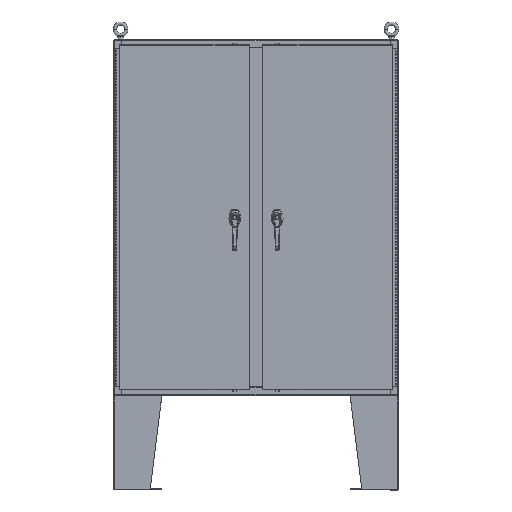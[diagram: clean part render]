
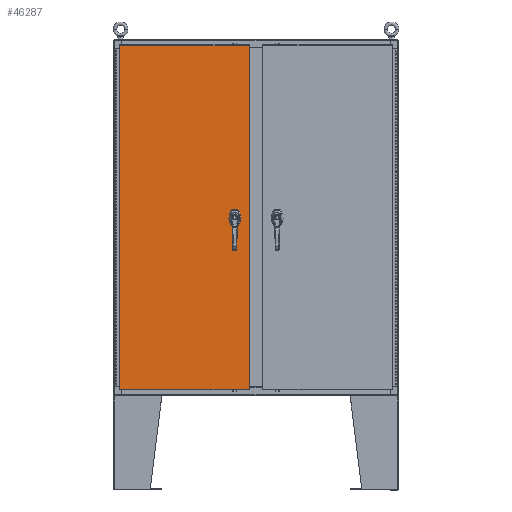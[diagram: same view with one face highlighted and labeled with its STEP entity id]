
A CAD part, top view. The second image highlights one B-rep face of the part: STEP entity #46287.
In plain terms, the highlighted planar face has unit normal (0, 0, 1).
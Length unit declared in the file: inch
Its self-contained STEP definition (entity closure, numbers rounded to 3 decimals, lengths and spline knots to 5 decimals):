
#874 = CARTESIAN_POINT ( 'NONE',  ( 10.9178, -29.0182, 0. ) ) ;
#1228 = EDGE_LOOP ( 'NONE', ( #62978, #53401 ) ) ;
#1332 = DIRECTION ( 'NONE',  ( 1., 0., 0. ) ) ;
#1860 = ORIENTED_EDGE ( 'NONE', *, *, #11479, .F. ) ;
#4636 = ORIENTED_EDGE ( 'NONE', *, *, #33241, .T. ) ;
#6134 = CIRCLE ( 'NONE', #56635, 0.1715 ) ;
#7269 = DIRECTION ( 'NONE',  ( 1., 0., 0. ) ) ;
#7675 = CARTESIAN_POINT ( 'NONE',  ( 10.9178, 29.0182, 0. ) ) ;
#7746 = AXIS2_PLACEMENT_3D ( 'NONE', #120081, #51434, #131690 ) ;
#11063 = VECTOR ( 'NONE', #138413, 39.37008 ) ;
#11479 = EDGE_CURVE ( 'NONE', #129797, #144102, #135628, .T. ) ;
#13429 = AXIS2_PLACEMENT_3D ( 'NONE', #62173, #142379, #73698 ) ;
#13675 = EDGE_CURVE ( 'NONE', #144102, #35627, #90203, .T. ) ;
#14018 = LINE ( 'NONE', #122652, #75118 ) ;
#15114 = CIRCLE ( 'NONE', #13429, 0.45 ) ;
#16277 = CARTESIAN_POINT ( 'NONE',  ( 8.1025, 0., 0. ) ) ;
#16719 = CARTESIAN_POINT ( 'NONE',  ( 8.5055, 0., 0. ) ) ;
#17737 = CARTESIAN_POINT ( 'NONE',  ( 8.5055, 0., 0. ) ) ;
#18625 = LINE ( 'NONE', #16277, #137131 ) ;
#21258 = CARTESIAN_POINT ( 'NONE',  ( 8.677, -1.338, 0. ) ) ;
#21575 = EDGE_LOOP ( 'NONE', ( #4636, #99443, #1860, #106932, #131581, #46280, #27007, #27959 ) ) ;
#22046 = LINE ( 'NONE', #85186, #144141 ) ;
#26137 = AXIS2_PLACEMENT_3D ( 'NONE', #138904, #70190, #1332 ) ;
#27007 = ORIENTED_EDGE ( 'NONE', *, *, #137777, .F. ) ;
#27776 = DIRECTION ( 'NONE',  ( 0., -1., 0. ) ) ;
#27959 = ORIENTED_EDGE ( 'NONE', *, *, #95118, .F. ) ;
#28203 = DIRECTION ( 'NONE',  ( 1., 0., 0. ) ) ;
#28459 = ORIENTED_EDGE ( 'NONE', *, *, #56943, .T. ) ;
#29250 = DIRECTION ( 'NONE',  ( 1., 0., 0. ) ) ;
#33241 = EDGE_CURVE ( 'NONE', #108465, #35627, #22046, .T. ) ;
#34377 = LINE ( 'NONE', #41423, #65000 ) ;
#35627 = VERTEX_POINT ( 'NONE', #96761 ) ;
#35832 = DIRECTION ( 'NONE',  ( 0., 0., 1. ) ) ;
#36495 = DIRECTION ( 'NONE',  ( 0., 0., 1. ) ) ;
#38971 = VERTEX_POINT ( 'NONE', #73262 ) ;
#39510 = ORIENTED_EDGE ( 'NONE', *, *, #93377, .T. ) ;
#39910 = VERTEX_POINT ( 'NONE', #54897 ) ;
#41009 = CARTESIAN_POINT ( 'NONE',  ( 0., -0.403, 0. ) ) ;
#41423 = CARTESIAN_POINT ( 'NONE',  ( -10.9178, -29.0182, 0. ) ) ;
#41680 = CARTESIAN_POINT ( 'NONE',  ( 8.30527, -0.403, 0. ) ) ;
#42429 = DIRECTION ( 'NONE',  ( -1., 0., 0. ) ) ;
#44071 = VECTOR ( 'NONE', #109712, 39.37008 ) ;
#45430 = DIRECTION ( 'NONE',  ( 0., -1., 0. ) ) ;
#45871 = CARTESIAN_POINT ( 'NONE',  ( 8.70573, 0.403, 0. ) ) ;
#46280 = ORIENTED_EDGE ( 'NONE', *, *, #77612, .F. ) ;
#46287 = ADVANCED_FACE ( 'NONE', ( #148494, #114291, #80267 ), #97026, .F. ) ;
#51434 = DIRECTION ( 'NONE',  ( 0., 0., -1. ) ) ;
#51519 = VECTOR ( 'NONE', #118977, 39.37008 ) ;
#52352 = VERTEX_POINT ( 'NONE', #144723 ) ;
#53166 = VERTEX_POINT ( 'NONE', #99380 ) ;
#53401 = ORIENTED_EDGE ( 'NONE', *, *, #145328, .F. ) ;
#54611 = VERTEX_POINT ( 'NONE', #21258 ) ;
#54751 = VERTEX_POINT ( 'NONE', #45871 ) ;
#54897 = CARTESIAN_POINT ( 'NONE',  ( 8.334, -1.338, 0. ) ) ;
#56635 = AXIS2_PLACEMENT_3D ( 'NONE', #104544, #35832, #116103 ) ;
#56792 = CIRCLE ( 'NONE', #84842, 0.45 ) ;
#56943 = EDGE_CURVE ( 'NONE', #52352, #72718, #34377, .T. ) ;
#62173 = CARTESIAN_POINT ( 'NONE',  ( 8.5055, 0., 0. ) ) ;
#62978 = ORIENTED_EDGE ( 'NONE', *, *, #107268, .F. ) ;
#65000 = VECTOR ( 'NONE', #7269, 39.37008 ) ;
#70190 = DIRECTION ( 'NONE',  ( 0., 0., 1. ) ) ;
#70219 = EDGE_CURVE ( 'NONE', #72718, #86409, #102596, .T. ) ;
#70451 = VERTEX_POINT ( 'NONE', #131297 ) ;
#72718 = VERTEX_POINT ( 'NONE', #73137 ) ;
#73137 = CARTESIAN_POINT ( 'NONE',  ( 10.9178, -29.0182, 0. ) ) ;
#73262 = CARTESIAN_POINT ( 'NONE',  ( -10.9178, 29.0182, 0. ) ) ;
#73698 = DIRECTION ( 'NONE',  ( 1., 0., 0. ) ) ;
#73832 = CARTESIAN_POINT ( 'NONE',  ( 8.9085, 0.20023, 0. ) ) ;
#73849 = VECTOR ( 'NONE', #45430, 39.37008 ) ;
#75118 = VECTOR ( 'NONE', #42429, 39.37008 ) ;
#77612 = EDGE_CURVE ( 'NONE', #70451, #134702, #15114, .T. ) ;
#80267 = FACE_BOUND ( 'NONE', #21575, .T. ) ;
#81026 = LINE ( 'NONE', #91063, #73849 ) ;
#84842 = AXIS2_PLACEMENT_3D ( 'NONE', #17737, #97998, #29250 ) ;
#85186 = CARTESIAN_POINT ( 'NONE',  ( 8.9085, 0., 0. ) ) ;
#86409 = VERTEX_POINT ( 'NONE', #7675 ) ;
#86881 = CARTESIAN_POINT ( 'NONE',  ( 8.1025, 0.20023, 0. ) ) ;
#90203 = CIRCLE ( 'NONE', #131172, 0.45 ) ;
#91063 = CARTESIAN_POINT ( 'NONE',  ( -10.9178, 29.0182, 0. ) ) ;
#91284 = EDGE_CURVE ( 'NONE', #38971, #52352, #81026, .T. ) ;
#93377 = EDGE_CURVE ( 'NONE', #86409, #38971, #14018, .T. ) ;
#95118 = EDGE_CURVE ( 'NONE', #108465, #54751, #56792, .T. ) ;
#96761 = CARTESIAN_POINT ( 'NONE',  ( 8.9085, -0.20023, 0. ) ) ;
#96942 = DIRECTION ( 'NONE',  ( 0., 0., 1. ) ) ;
#97026 = PLANE ( 'NONE',  #7746 ) ;
#97998 = DIRECTION ( 'NONE',  ( 0., 0., 1. ) ) ;
#99380 = CARTESIAN_POINT ( 'NONE',  ( 8.1025, -0.20023, 0. ) ) ;
#99443 = ORIENTED_EDGE ( 'NONE', *, *, #13675, .F. ) ;
#102596 = LINE ( 'NONE', #874, #11063 ) ;
#103735 = CIRCLE ( 'NONE', #26137, 0.1715 ) ;
#104544 = CARTESIAN_POINT ( 'NONE',  ( 8.5055, -1.338, 0. ) ) ;
#105183 = CARTESIAN_POINT ( 'NONE',  ( 8.5055, 0., 0. ) ) ;
#106932 = ORIENTED_EDGE ( 'NONE', *, *, #148655, .F. ) ;
#107268 = EDGE_CURVE ( 'NONE', #54611, #39910, #103735, .T. ) ;
#107453 = CARTESIAN_POINT ( 'NONE',  ( 0., 0.403, 0. ) ) ;
#108465 = VERTEX_POINT ( 'NONE', #73832 ) ;
#109712 = DIRECTION ( 'NONE',  ( 1., 0., 0. ) ) ;
#114291 = FACE_OUTER_BOUND ( 'NONE', #127803, .T. ) ;
#116103 = DIRECTION ( 'NONE',  ( 1., 0., 0. ) ) ;
#116721 = DIRECTION ( 'NONE',  ( 1., 0., 0. ) ) ;
#118346 = AXIS2_PLACEMENT_3D ( 'NONE', #105183, #36495, #116721 ) ;
#118977 = DIRECTION ( 'NONE',  ( -1., 0., 0. ) ) ;
#120081 = CARTESIAN_POINT ( 'NONE',  ( 0., 0., 0. ) ) ;
#120093 = CARTESIAN_POINT ( 'NONE',  ( 8.70573, -0.403, 0. ) ) ;
#122652 = CARTESIAN_POINT ( 'NONE',  ( 10.9178, 29.0182, 0. ) ) ;
#127803 = EDGE_LOOP ( 'NONE', ( #28459, #142342, #39510, #131863 ) ) ;
#129797 = VERTEX_POINT ( 'NONE', #41680 ) ;
#130282 = DIRECTION ( 'NONE',  ( 0., -1., 0. ) ) ;
#131172 = AXIS2_PLACEMENT_3D ( 'NONE', #16719, #96942, #28203 ) ;
#131297 = CARTESIAN_POINT ( 'NONE',  ( 8.30527, 0.403, 0. ) ) ;
#131581 = ORIENTED_EDGE ( 'NONE', *, *, #133601, .F. ) ;
#131690 = DIRECTION ( 'NONE',  ( -1., 0., 0. ) ) ;
#131863 = ORIENTED_EDGE ( 'NONE', *, *, #91284, .T. ) ;
#133601 = EDGE_CURVE ( 'NONE', #134702, #53166, #18625, .T. ) ;
#134702 = VERTEX_POINT ( 'NONE', #86881 ) ;
#135628 = LINE ( 'NONE', #41009, #44071 ) ;
#137131 = VECTOR ( 'NONE', #27776, 39.37008 ) ;
#137777 = EDGE_CURVE ( 'NONE', #54751, #70451, #143060, .T. ) ;
#138413 = DIRECTION ( 'NONE',  ( 0., 1., 0. ) ) ;
#138904 = CARTESIAN_POINT ( 'NONE',  ( 8.5055, -1.338, 0. ) ) ;
#140224 = CIRCLE ( 'NONE', #118346, 0.45 ) ;
#142342 = ORIENTED_EDGE ( 'NONE', *, *, #70219, .T. ) ;
#142379 = DIRECTION ( 'NONE',  ( 0., 0., 1. ) ) ;
#143060 = LINE ( 'NONE', #107453, #51519 ) ;
#144102 = VERTEX_POINT ( 'NONE', #120093 ) ;
#144141 = VECTOR ( 'NONE', #130282, 39.37008 ) ;
#144723 = CARTESIAN_POINT ( 'NONE',  ( -10.9178, -29.0182, 0. ) ) ;
#145328 = EDGE_CURVE ( 'NONE', #39910, #54611, #6134, .T. ) ;
#148494 = FACE_BOUND ( 'NONE', #1228, .T. ) ;
#148655 = EDGE_CURVE ( 'NONE', #53166, #129797, #140224, .T. ) ;
